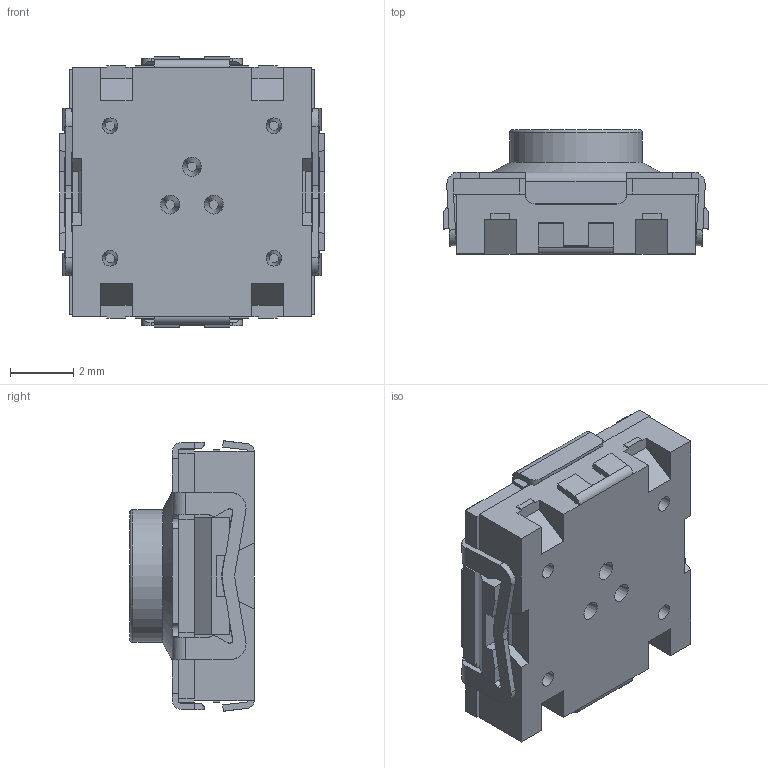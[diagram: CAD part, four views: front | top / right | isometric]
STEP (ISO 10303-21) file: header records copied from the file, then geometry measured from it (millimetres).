
FILE_DESCRIPTION( ( 'STEP AP214' ), '1' );
FILE_NAME( 'TLSA100JLFS.stp', '2020-12-16T15:36:53', ( 'License CC BY-ND 4.0' ), ( 'CADENAS' ), ' ', 'PARTsolutions', ' ' );
FILE_SCHEMA( ( 'AUTOMOTIVE_DESIGN { 1 0 10303 214 1 1 1 1 }' ) );
Length unit declared in the file: millimetre
Products named in the file (11): TLSA100JLFS; 1
Assembly tree (10 placements, depth 2):
  TLSA100JLFS
    1
    1
    1
    1
    1
    1
    1
    1
    1
    1
Bounding box: 8.4 x 3.95 x 8.58 mm (x, y, z)
Volume: 177.3 mm3; surface area: 341.5 mm2
Topology: 9 solids, 21 shells, 343 faces, 970 edges, 644 vertices
Faces by surface type: plane 250, cylinder 54, cone 17, bspline 12, torus 10
Full cylindrical faces by diameter (mm): 0.6 x3, 2.2 x1, 4.2 x1, 6.5 x1
Entity records: 14048 total; most frequent: CARTESIAN_POINT 2521, ORIENTED_EDGE 1870, DIRECTION 1741, EDGE_CURVE 946, LINE 701, VECTOR 701, VERTEX_POINT 637, AXIS2_PLACEMENT_3D 520
